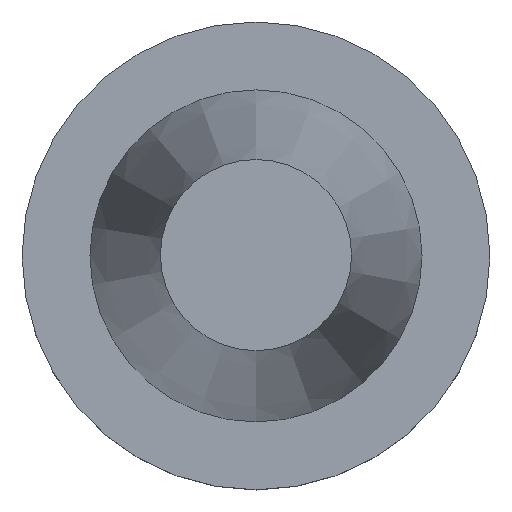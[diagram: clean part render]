
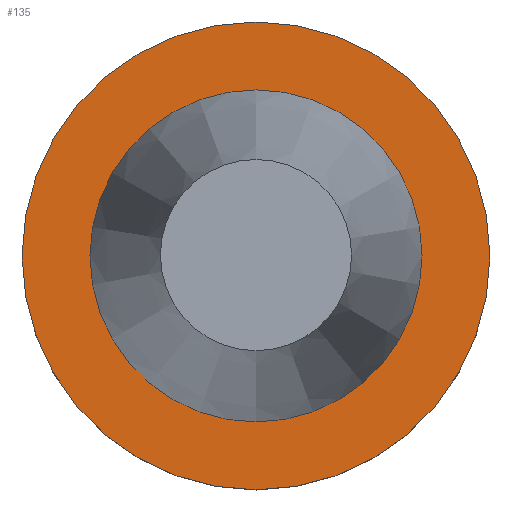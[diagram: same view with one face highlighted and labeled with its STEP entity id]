
A CAD part, top view. The second image highlights one B-rep face of the part: STEP entity #135.
In plain terms, the highlighted planar face has unit normal (0, 0, 1).
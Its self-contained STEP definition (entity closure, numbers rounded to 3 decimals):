
#109=EDGE_CURVE('Unnamed[1]',#244,#244,#245,.T.);
#117=EDGE_CURVE('Unnamed[1]',#256,#256,#257,.T.);
#135=ADVANCED_FACE('Unnamed[1]',(#284,#285),#286,.T.);
#244=VERTEX_POINT('',#413);
#245=CIRCLE('',#414,34.925);
#256=VERTEX_POINT('',#428);
#257=CIRCLE('',#429,49.212);
#284=FACE_OUTER_BOUND('',#463,.T.);
#285=FACE_BOUND('',#464,.T.);
#286=PLANE('',#465);
#413=CARTESIAN_POINT('',(0.,34.925,-1.5));
#414=AXIS2_PLACEMENT_3D('',#578,#579,#580);
#428=CARTESIAN_POINT('',(0.,49.212,-1.5));
#429=AXIS2_PLACEMENT_3D('',#592,#593,#594);
#463=EDGE_LOOP('',(#623));
#464=EDGE_LOOP('',(#624));
#465=AXIS2_PLACEMENT_3D('',#625,#626,#627);
#578=CARTESIAN_POINT('',(0.,0.,-1.5));
#579=DIRECTION('',(0.,0.,-1.0));
#580=DIRECTION('',(0.,1.0,0.));
#592=CARTESIAN_POINT('',(0.,0.,-1.5));
#593=DIRECTION('',(0.,0.,-1.0));
#594=DIRECTION('',(0.,1.0,0.));
#623=ORIENTED_EDGE('',*,*,#117,.F.);
#624=ORIENTED_EDGE('',*,*,#109,.T.);
#625=CARTESIAN_POINT('',(0.,42.069,-1.5));
#626=DIRECTION('',(0.,0.,1.0));
#627=DIRECTION('',(0.,-1.0,0.));
